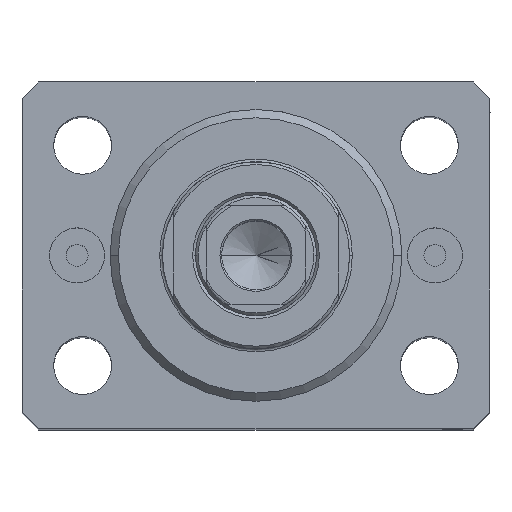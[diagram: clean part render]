
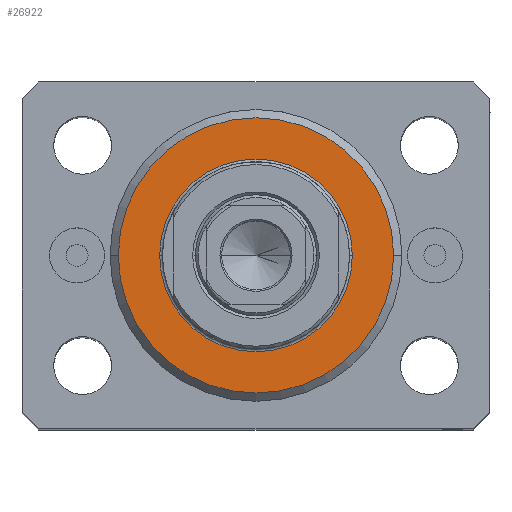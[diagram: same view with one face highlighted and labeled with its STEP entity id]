
A CAD part, top view. The second image highlights one B-rep face of the part: STEP entity #26922.
In plain terms, the highlighted face is planar.
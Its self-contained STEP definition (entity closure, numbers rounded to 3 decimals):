
#3727 = EDGE_LOOP ( 'NONE', ( #19318, #29450 ) ) ;
#4681 = CARTESIAN_POINT ( 'NONE',  ( 25., 0., 0. ) ) ;
#4761 = CIRCLE ( 'NONE', #11220, 25. ) ;
#5435 = DIRECTION ( 'NONE',  ( 1., 0., 0. ) ) ;
#7891 = AXIS2_PLACEMENT_3D ( 'NONE', #27722, #41396, #21438 ) ;
#9719 = EDGE_CURVE ( 'NONE', #11460, #42934, #4761, .T. ) ;
#10151 = CARTESIAN_POINT ( 'NONE',  ( 0., 0., 0. ) ) ;
#10842 = CIRCLE ( 'NONE', #12981, 17.5 ) ;
#10911 = FACE_OUTER_BOUND ( 'NONE', #3727, .T. ) ;
#11220 = AXIS2_PLACEMENT_3D ( 'NONE', #10151, #33910, #40861 ) ;
#11460 = VERTEX_POINT ( 'NONE', #33700 ) ;
#12981 = AXIS2_PLACEMENT_3D ( 'NONE', #30074, #43543, #5435 ) ;
#13164 = DIRECTION ( 'NONE',  ( 1., 0., 0. ) ) ;
#13613 = EDGE_LOOP ( 'NONE', ( #43534, #28854 ) ) ;
#14057 = FACE_BOUND ( 'NONE', #13613, .T. ) ;
#16576 = DIRECTION ( 'NONE',  ( 0., 0., -1. ) ) ;
#16680 = CIRCLE ( 'NONE', #18118, 17.5 ) ;
#17855 = PLANE ( 'NONE',  #7891 ) ;
#18118 = AXIS2_PLACEMENT_3D ( 'NONE', #23252, #37370, #13164 ) ;
#19318 = ORIENTED_EDGE ( 'NONE', *, *, #24527, .T. ) ;
#21438 = DIRECTION ( 'NONE',  ( 1., 0., 0. ) ) ;
#22659 = CARTESIAN_POINT ( 'NONE',  ( 17.5, 0., 0. ) ) ;
#23252 = CARTESIAN_POINT ( 'NONE',  ( 0., 0., 0. ) ) ;
#24173 = EDGE_CURVE ( 'NONE', #41405, #30362, #10842, .T. ) ;
#24527 = EDGE_CURVE ( 'NONE', #42934, #11460, #28012, .T. ) ;
#25964 = CARTESIAN_POINT ( 'NONE',  ( -17.5, 0., 0. ) ) ;
#26922 = ADVANCED_FACE ( 'NONE', ( #14057, #10911 ), #17855, .F. ) ;
#27722 = CARTESIAN_POINT ( 'NONE',  ( 0., 0., 0. ) ) ;
#28012 = CIRCLE ( 'NONE', #38040, 25. ) ;
#28854 = ORIENTED_EDGE ( 'NONE', *, *, #40774, .T. ) ;
#29450 = ORIENTED_EDGE ( 'NONE', *, *, #9719, .T. ) ;
#30074 = CARTESIAN_POINT ( 'NONE',  ( 0., 0., 0. ) ) ;
#30362 = VERTEX_POINT ( 'NONE', #25964 ) ;
#33700 = CARTESIAN_POINT ( 'NONE',  ( -25., 0., 0. ) ) ;
#33910 = DIRECTION ( 'NONE',  ( 0., 0., -1. ) ) ;
#34061 = DIRECTION ( 'NONE',  ( 1., 0., 0. ) ) ;
#37370 = DIRECTION ( 'NONE',  ( 0., 0., 1. ) ) ;
#38040 = AXIS2_PLACEMENT_3D ( 'NONE', #40792, #16576, #34061 ) ;
#40774 = EDGE_CURVE ( 'NONE', #30362, #41405, #16680, .T. ) ;
#40792 = CARTESIAN_POINT ( 'NONE',  ( 0., 0., 0. ) ) ;
#40861 = DIRECTION ( 'NONE',  ( 1., 0., 0. ) ) ;
#41396 = DIRECTION ( 'NONE',  ( 0., 0., 1. ) ) ;
#41405 = VERTEX_POINT ( 'NONE', #22659 ) ;
#42934 = VERTEX_POINT ( 'NONE', #4681 ) ;
#43534 = ORIENTED_EDGE ( 'NONE', *, *, #24173, .T. ) ;
#43543 = DIRECTION ( 'NONE',  ( 0., 0., 1. ) ) ;
